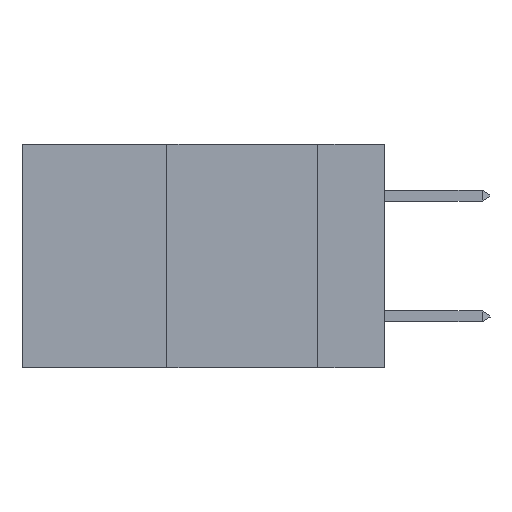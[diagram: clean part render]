
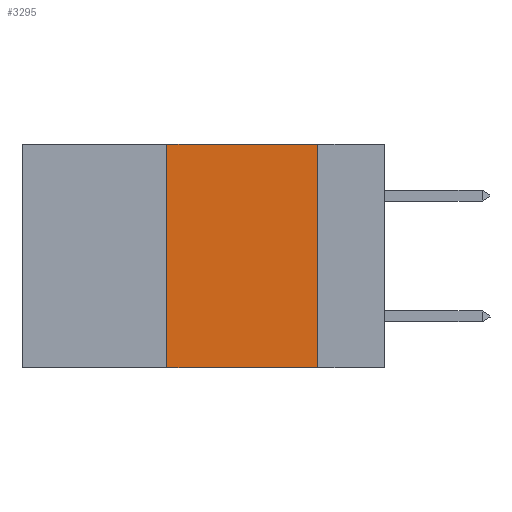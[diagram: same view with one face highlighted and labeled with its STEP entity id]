
A CAD part, left-side view. The second image highlights one B-rep face of the part: STEP entity #3295.
In plain terms, the highlighted planar face has unit normal (-1, 0, 0).
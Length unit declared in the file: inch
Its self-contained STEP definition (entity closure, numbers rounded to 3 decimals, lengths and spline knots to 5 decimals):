
#1084 = DIRECTION ( 'NONE',  ( 0., 0., -1. ) ) ;
#2273 = CARTESIAN_POINT ( 'NONE',  ( 0., 0.36, 0. ) ) ;
#2781 = CARTESIAN_POINT ( 'NONE',  ( 0., 0.11, 0. ) ) ;
#3295 = ADVANCED_FACE ( 'NONE', ( #10935 ), #17513, .F. ) ;
#4189 = VECTOR ( 'NONE', #29535, 39.37008 ) ;
#4284 = EDGE_LOOP ( 'NONE', ( #23462, #22431, #15687, #13787 ) ) ;
#8551 = VERTEX_POINT ( 'NONE', #21722 ) ;
#8939 = CARTESIAN_POINT ( 'NONE',  ( 0., 0.6, -0.37 ) ) ;
#9858 = VERTEX_POINT ( 'NONE', #2273 ) ;
#9951 = EDGE_CURVE ( 'NONE', #17100, #28446, #22036, .T. ) ;
#9993 = DIRECTION ( 'NONE',  ( 1., 0., 0. ) ) ;
#10935 = FACE_OUTER_BOUND ( 'NONE', #4284, .T. ) ;
#11163 = DIRECTION ( 'NONE',  ( 0., 0., 1. ) ) ;
#12951 = CARTESIAN_POINT ( 'NONE',  ( 0., 0.6, 0. ) ) ;
#13787 = ORIENTED_EDGE ( 'NONE', *, *, #16509, .T. ) ;
#14101 = VECTOR ( 'NONE', #28102, 39.37008 ) ;
#15687 = ORIENTED_EDGE ( 'NONE', *, *, #24036, .F. ) ;
#16509 = EDGE_CURVE ( 'NONE', #8551, #28446, #19408, .T. ) ;
#16722 = CARTESIAN_POINT ( 'NONE',  ( 0., 0.11, -0.37 ) ) ;
#17100 = VERTEX_POINT ( 'NONE', #2781 ) ;
#17513 = PLANE ( 'NONE',  #30686 ) ;
#19408 = LINE ( 'NONE', #8939, #4189 ) ;
#20314 = DIRECTION ( 'NONE',  ( 0., 0., -1. ) ) ;
#20921 = LINE ( 'NONE', #12951, #14101 ) ;
#21475 = CARTESIAN_POINT ( 'NONE',  ( 0., 0.36, 0. ) ) ;
#21722 = CARTESIAN_POINT ( 'NONE',  ( 0., 0.36, -0.37 ) ) ;
#22036 = LINE ( 'NONE', #31569, #22427 ) ;
#22427 = VECTOR ( 'NONE', #1084, 39.37008 ) ;
#22431 = ORIENTED_EDGE ( 'NONE', *, *, #23671, .F. ) ;
#22480 = VECTOR ( 'NONE', #11163, 39.37008 ) ;
#23462 = ORIENTED_EDGE ( 'NONE', *, *, #9951, .F. ) ;
#23671 = EDGE_CURVE ( 'NONE', #9858, #17100, #20921, .T. ) ;
#24036 = EDGE_CURVE ( 'NONE', #8551, #9858, #29299, .T. ) ;
#28102 = DIRECTION ( 'NONE',  ( 0., -1., 0. ) ) ;
#28446 = VERTEX_POINT ( 'NONE', #16722 ) ;
#29299 = LINE ( 'NONE', #21475, #22480 ) ;
#29535 = DIRECTION ( 'NONE',  ( 0., -1., 0. ) ) ;
#30252 = CARTESIAN_POINT ( 'NONE',  ( 0., 0.6, 0. ) ) ;
#30686 = AXIS2_PLACEMENT_3D ( 'NONE', #30252, #9993, #20314 ) ;
#31569 = CARTESIAN_POINT ( 'NONE',  ( 0., 0.11, 0. ) ) ;
